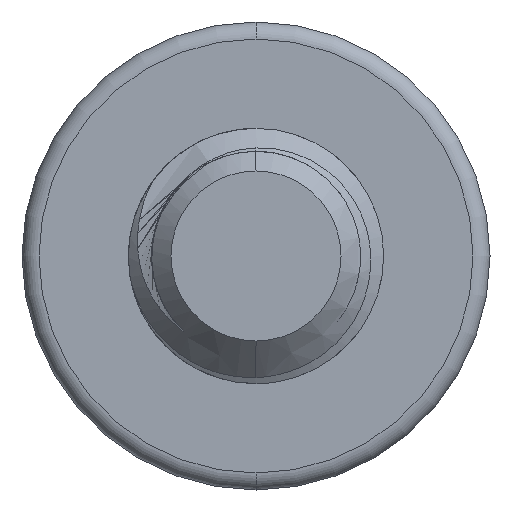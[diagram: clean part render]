
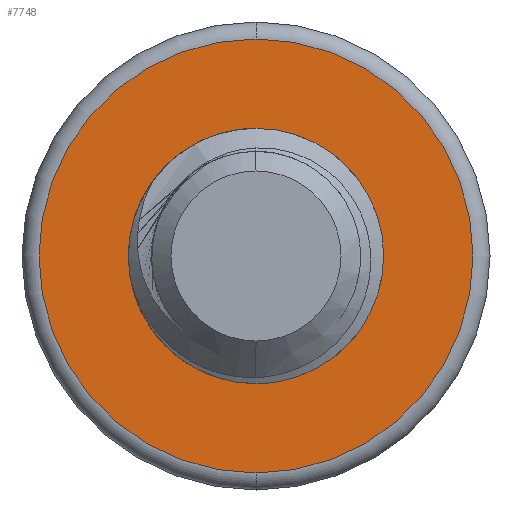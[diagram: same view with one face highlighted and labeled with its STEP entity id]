
A CAD part, front view. The second image highlights one B-rep face of the part: STEP entity #7748.
In plain terms, the highlighted planar face has unit normal (0, -1, 0).
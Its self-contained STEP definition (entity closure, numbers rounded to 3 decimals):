
#16 = DIRECTION ( 'NONE',  ( 0., 0., 1. ) ) ;
#31 = ORIENTED_EDGE ( 'NONE', *, *, #104, .T. ) ;
#51 = CARTESIAN_POINT ( 'NONE',  ( 0., 55., 0. ) ) ;
#104 = EDGE_CURVE ( 'NONE', #7416, #3539, #8056, .T. ) ;
#241 = CARTESIAN_POINT ( 'NONE',  ( 0., 55., 2.55 ) ) ;
#1100 = DIRECTION ( 'NONE',  ( 0., 0., 1. ) ) ;
#1144 = CARTESIAN_POINT ( 'NONE',  ( 0., 55., 0. ) ) ;
#1316 = CIRCLE ( 'NONE', #7495, 1.5 ) ;
#2031 = AXIS2_PLACEMENT_3D ( 'NONE', #2442, #5263, #8008 ) ;
#2174 = DIRECTION ( 'NONE',  ( 0., 0., 1. ) ) ;
#2412 = EDGE_CURVE ( 'NONE', #7683, #4546, #4500, .T. ) ;
#2430 = CIRCLE ( 'NONE', #3717, 2.55 ) ;
#2442 = CARTESIAN_POINT ( 'NONE',  ( 0., 55., 0. ) ) ;
#2632 = AXIS2_PLACEMENT_3D ( 'NONE', #51, #5577, #2174 ) ;
#2760 = PLANE ( 'NONE',  #6155 ) ;
#2815 = DIRECTION ( 'NONE',  ( 0., 1., 0. ) ) ;
#2856 = FACE_OUTER_BOUND ( 'NONE', #7418, .T. ) ;
#3092 = ORIENTED_EDGE ( 'NONE', *, *, #4651, .T. ) ;
#3113 = ORIENTED_EDGE ( 'NONE', *, *, #7130, .T. ) ;
#3492 = CARTESIAN_POINT ( 'NONE',  ( 0., 55., 0. ) ) ;
#3539 = VERTEX_POINT ( 'NONE', #8363 ) ;
#3717 = AXIS2_PLACEMENT_3D ( 'NONE', #1144, #3851, #1100 ) ;
#3851 = DIRECTION ( 'NONE',  ( 0., -1., 0. ) ) ;
#4156 = DIRECTION ( 'NONE',  ( 0., 1., 0. ) ) ;
#4500 = CIRCLE ( 'NONE', #2632, 1.5 ) ;
#4515 = CARTESIAN_POINT ( 'NONE',  ( 0., 55., 1.5 ) ) ;
#4546 = VERTEX_POINT ( 'NONE', #6229 ) ;
#4651 = EDGE_CURVE ( 'NONE', #4546, #7683, #1316, .T. ) ;
#4780 = FACE_BOUND ( 'NONE', #7870, .T. ) ;
#5263 = DIRECTION ( 'NONE',  ( 0., -1., 0. ) ) ;
#5577 = DIRECTION ( 'NONE',  ( 0., 1., 0. ) ) ;
#6155 = AXIS2_PLACEMENT_3D ( 'NONE', #7672, #4156, #6225 ) ;
#6225 = DIRECTION ( 'NONE',  ( 0., 0., 1. ) ) ;
#6229 = CARTESIAN_POINT ( 'NONE',  ( 0., 55., -1.5 ) ) ;
#7130 = EDGE_CURVE ( 'NONE', #3539, #7416, #2430, .T. ) ;
#7416 = VERTEX_POINT ( 'NONE', #241 ) ;
#7418 = EDGE_LOOP ( 'NONE', ( #31, #3113 ) ) ;
#7495 = AXIS2_PLACEMENT_3D ( 'NONE', #3492, #2815, #16 ) ;
#7672 = CARTESIAN_POINT ( 'NONE',  ( 0., 55., 0. ) ) ;
#7683 = VERTEX_POINT ( 'NONE', #4515 ) ;
#7748 = ADVANCED_FACE ( 'NONE', ( #2856, #4780 ), #2760, .F. ) ;
#7870 = EDGE_LOOP ( 'NONE', ( #3092, #8080 ) ) ;
#8008 = DIRECTION ( 'NONE',  ( 0., 0., 1. ) ) ;
#8056 = CIRCLE ( 'NONE', #2031, 2.55 ) ;
#8080 = ORIENTED_EDGE ( 'NONE', *, *, #2412, .T. ) ;
#8363 = CARTESIAN_POINT ( 'NONE',  ( 0., 55., -2.55 ) ) ;
